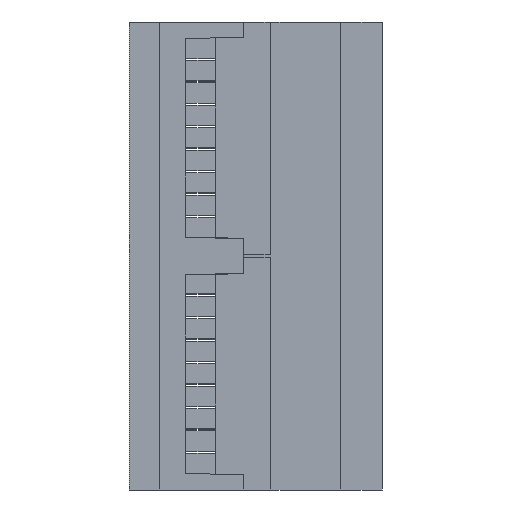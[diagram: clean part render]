
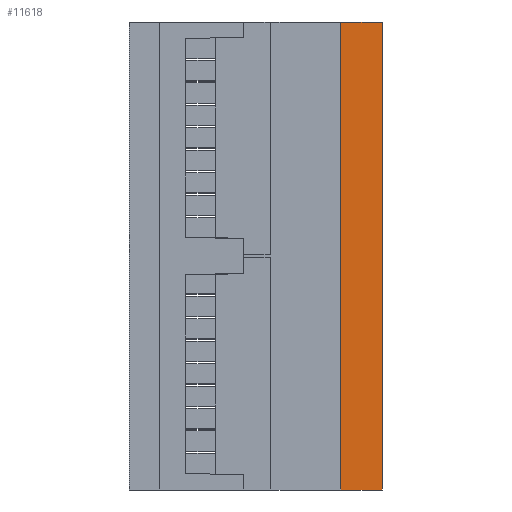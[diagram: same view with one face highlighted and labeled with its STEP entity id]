
A CAD part, front view. The second image highlights one B-rep face of the part: STEP entity #11618.
In plain terms, the highlighted planar face has unit normal (0, -1, 0).
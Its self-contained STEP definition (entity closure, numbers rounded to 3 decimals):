
#364 = CARTESIAN_POINT ( 'NONE',  ( 0., -22.57, 106.25 ) ) ;
#374 = LINE ( 'NONE', #13371, #7877 ) ;
#681 = ORIENTED_EDGE ( 'NONE', *, *, #18133, .T. ) ;
#2333 = CARTESIAN_POINT ( 'NONE',  ( 0., -22.57, 106.25 ) ) ;
#2815 = CARTESIAN_POINT ( 'NONE',  ( -9.5, -22.57, 106.25 ) ) ;
#3022 = EDGE_CURVE ( 'NONE', #4631, #7947, #14407, .T. ) ;
#4052 = CARTESIAN_POINT ( 'NONE',  ( -9.5, -22.57, 106.25 ) ) ;
#4336 = DIRECTION ( 'NONE',  ( 1., 0., 0. ) ) ;
#4380 = AXIS2_PLACEMENT_3D ( 'NONE', #14434, #15951, #6968 ) ;
#4631 = VERTEX_POINT ( 'NONE', #2333 ) ;
#4840 = EDGE_LOOP ( 'NONE', ( #681, #17108, #7118, #13370 ) ) ;
#4878 = DIRECTION ( 'NONE',  ( 1., 0., 0. ) ) ;
#5447 = PLANE ( 'NONE',  #4380 ) ;
#6650 = LINE ( 'NONE', #364, #18130 ) ;
#6968 = DIRECTION ( 'NONE',  ( 0., 0., 1. ) ) ;
#7118 = ORIENTED_EDGE ( 'NONE', *, *, #3022, .F. ) ;
#7877 = VECTOR ( 'NONE', #4336, 1000. ) ;
#7947 = VERTEX_POINT ( 'NONE', #12795 ) ;
#8183 = LINE ( 'NONE', #2815, #12166 ) ;
#8808 = CARTESIAN_POINT ( 'NONE',  ( 0., -22.57, 106.25 ) ) ;
#9426 = CARTESIAN_POINT ( 'NONE',  ( -9.5, -22.57, 0. ) ) ;
#9907 = EDGE_CURVE ( 'NONE', #17756, #7947, #374, .T. ) ;
#9917 = VECTOR ( 'NONE', #13383, 1000. ) ;
#11618 = ADVANCED_FACE ( 'NONE', ( #13457 ), #5447, .F. ) ;
#12166 = VECTOR ( 'NONE', #14829, 1000. ) ;
#12795 = CARTESIAN_POINT ( 'NONE',  ( 0., -22.57, 0. ) ) ;
#13370 = ORIENTED_EDGE ( 'NONE', *, *, #16613, .F. ) ;
#13371 = CARTESIAN_POINT ( 'NONE',  ( 0., -22.57, 0. ) ) ;
#13383 = DIRECTION ( 'NONE',  ( 0., 0., -1. ) ) ;
#13451 = VERTEX_POINT ( 'NONE', #4052 ) ;
#13457 = FACE_OUTER_BOUND ( 'NONE', #4840, .T. ) ;
#14407 = LINE ( 'NONE', #8808, #9917 ) ;
#14434 = CARTESIAN_POINT ( 'NONE',  ( 0., -22.57, 106.25 ) ) ;
#14829 = DIRECTION ( 'NONE',  ( 0., 0., -1. ) ) ;
#15951 = DIRECTION ( 'NONE',  ( 0., 1., 0. ) ) ;
#16613 = EDGE_CURVE ( 'NONE', #13451, #4631, #6650, .T. ) ;
#17108 = ORIENTED_EDGE ( 'NONE', *, *, #9907, .T. ) ;
#17756 = VERTEX_POINT ( 'NONE', #9426 ) ;
#18130 = VECTOR ( 'NONE', #4878, 1000. ) ;
#18133 = EDGE_CURVE ( 'NONE', #13451, #17756, #8183, .T. ) ;
